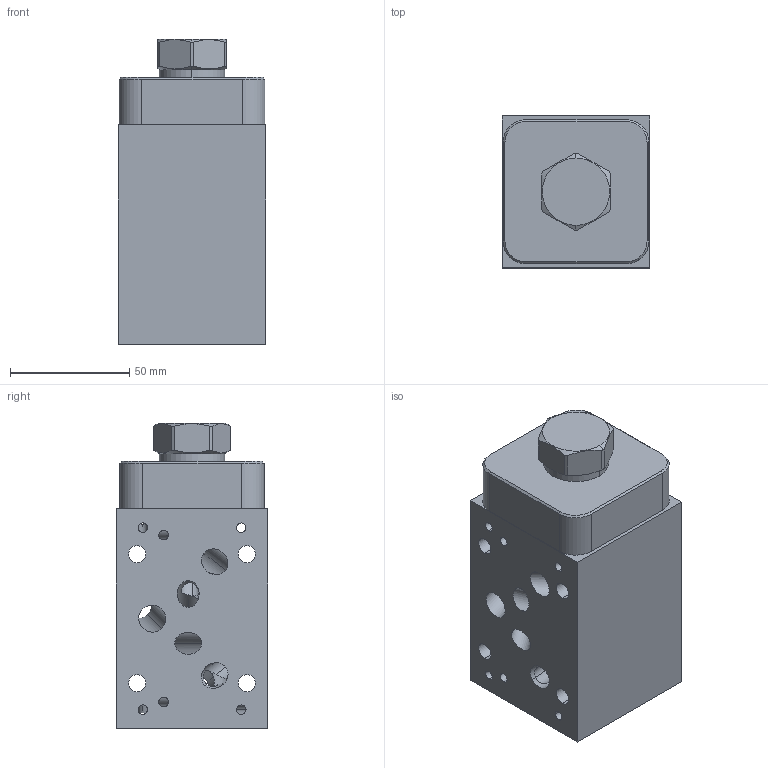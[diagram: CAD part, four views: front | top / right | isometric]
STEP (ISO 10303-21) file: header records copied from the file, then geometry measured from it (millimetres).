
FILE_DESCRIPTION((''),'2;1');
FILE_NAME('BJ3_ASM','2020-07-24T',('ProEService'),(''),'PRO/ENGINEER BY PARAMETRIC TECHNOLOGY CORPORATION, 2014200','PRO/ENGINEER BY PARAMETRIC TECHNOLOGY CORPORATION, 2014200','');
FILE_SCHEMA(('CONFIG_CONTROL_DESIGN'));
Length unit declared in the file: inch
Products named in the file (4): 150-714; CXFAXCN; 340-002; BJ3_ASM
Assembly tree (3 placements, depth 2):
  BJ3_ASM
    150-714
    CXFAXCN
    340-002
Bounding box: 61.93 x 63.5 x 127.79 mm (x, y, z)
Volume: 363334.6 mm3; surface area: 72301.3 mm2
Topology: 5 solids, 5 shells, 278 faces, 961 edges, 862 vertices
Faces by surface type: cylinder 132, cone 58, plane 52, torus 22, revolution 8, sphere 6
Entity records: 13965 total; most frequent: CARTESIAN_POINT 5917, DIRECTION 1647, ORIENTED_EDGE 1352, EDGE_CURVE 676, AXIS2_PLACEMENT_3D 559, VECTOR 521, LINE 521, VERTEX_POINT 416
